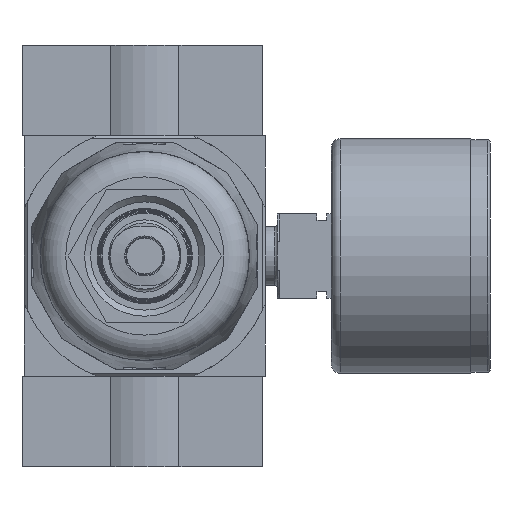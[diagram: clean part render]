
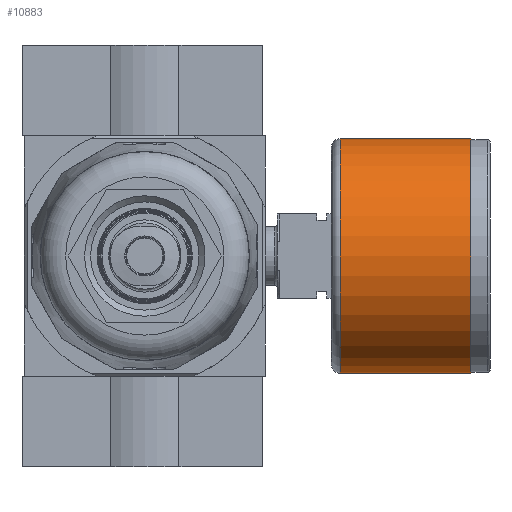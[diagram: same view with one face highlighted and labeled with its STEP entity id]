
A CAD part, front view. The second image highlights one B-rep face of the part: STEP entity #10883.
In plain terms, the highlighted cylindrical face has radius 19.5 mm (diameter 39 mm), a full revolution.
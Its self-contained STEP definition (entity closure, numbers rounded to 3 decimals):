
#227=CYLINDRICAL_SURFACE('',#11742,19.5);
#3372=ORIENTED_EDGE('',*,*,#4991,.F.);
#3373=ORIENTED_EDGE('',*,*,#4992,.T.);
#4991=EDGE_CURVE('',#5942,#5942,#6508,.T.);
#4992=EDGE_CURVE('',#5943,#5943,#6509,.T.);
#5942=VERTEX_POINT('',#16963);
#5943=VERTEX_POINT('',#16966);
#6508=CIRCLE('',#11741,19.5);
#6509=CIRCLE('',#11743,19.5);
#7077=EDGE_LOOP('',(#3372));
#7078=EDGE_LOOP('',(#3373));
#7809=FACE_BOUND('',#7077,.T.);
#7810=FACE_BOUND('',#7078,.T.);
#10883=ADVANCED_FACE('',(#7809,#7810),#227,.T.);
#11741=AXIS2_PLACEMENT_3D('',#16962,#13726,#13727);
#11742=AXIS2_PLACEMENT_3D('',#16964,#13728,#13729);
#11743=AXIS2_PLACEMENT_3D('',#16965,#13730,#13731);
#13726=DIRECTION('',(1.,0.,0.));
#13727=DIRECTION('',(0.,0.,-1.));
#13728=DIRECTION('',(1.,0.,0.));
#13729=DIRECTION('',(0.,0.,-1.));
#13730=DIRECTION('',(1.,0.,0.));
#13731=DIRECTION('',(0.,0.,-1.));
#16962=CARTESIAN_POINT('',(-3.2,0.,0.));
#16963=CARTESIAN_POINT('',(-3.2,0.,-19.5));
#16964=CARTESIAN_POINT('',(0.,0.,0.));
#16965=CARTESIAN_POINT('',(-24.85,0.,0.));
#16966=CARTESIAN_POINT('',(-24.85,0.,-19.5));
